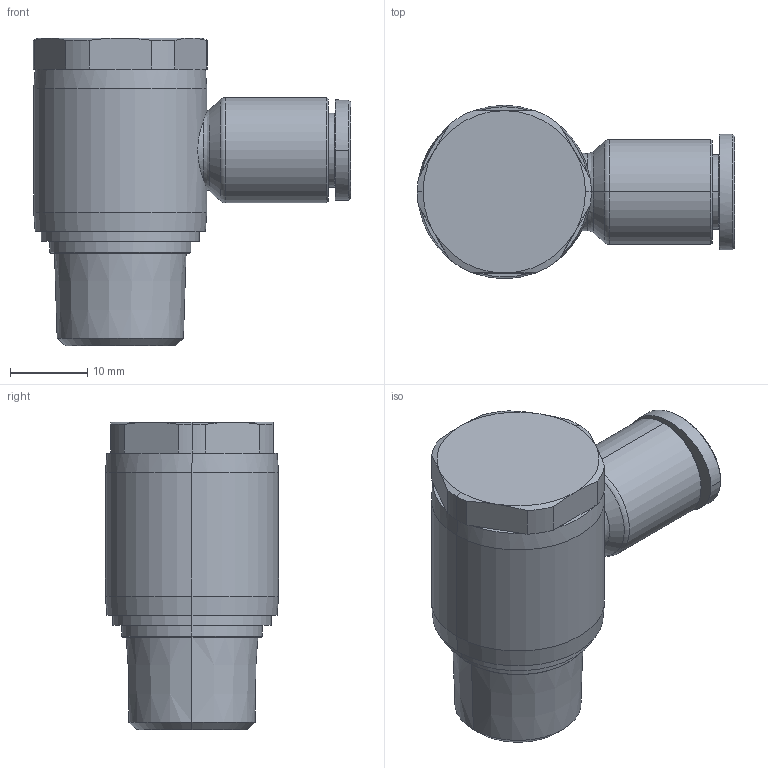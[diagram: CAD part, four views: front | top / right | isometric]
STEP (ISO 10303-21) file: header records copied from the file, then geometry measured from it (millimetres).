
FILE_DESCRIPTION((''),'2;1');
FILE_NAME('GPH_0803(3D).stp','2012-12-20T16:17:56',(''),(''),'Mechanical Desktop.R8.0.24.0','Mechanical Desktop.R8.0.24.0',', , ');
FILE_SCHEMA(('CONFIG_CONTROL_DESIGN'));
Length unit declared in the file: millimetre
Products named in the file (2): GPH_0803(3D); ºÎÇ°1
Assembly tree (1 placements, depth 2):
  GPH_0803(3D)
    ºÎÇ°1
Bounding box: 41.05 x 22.4 x 39.8 mm (x, y, z)
Volume: 11502.1 mm3; surface area: 5921.4 mm2
Topology: 1 solids, 1 shells, 456 faces, 1251 edges, 818 vertices
Faces by surface type: plane 360, cylinder 33, bspline 31, cone 30, torus 2
Entity records: 15147 total; most frequent: CARTESIAN_POINT 3496, ORIENTED_EDGE 2498, DIRECTION 2247, EDGE_CURVE 1249, VECTOR 1059, LINE 1059, VERTEX_POINT 818, AXIS2_PLACEMENT_3D 594
